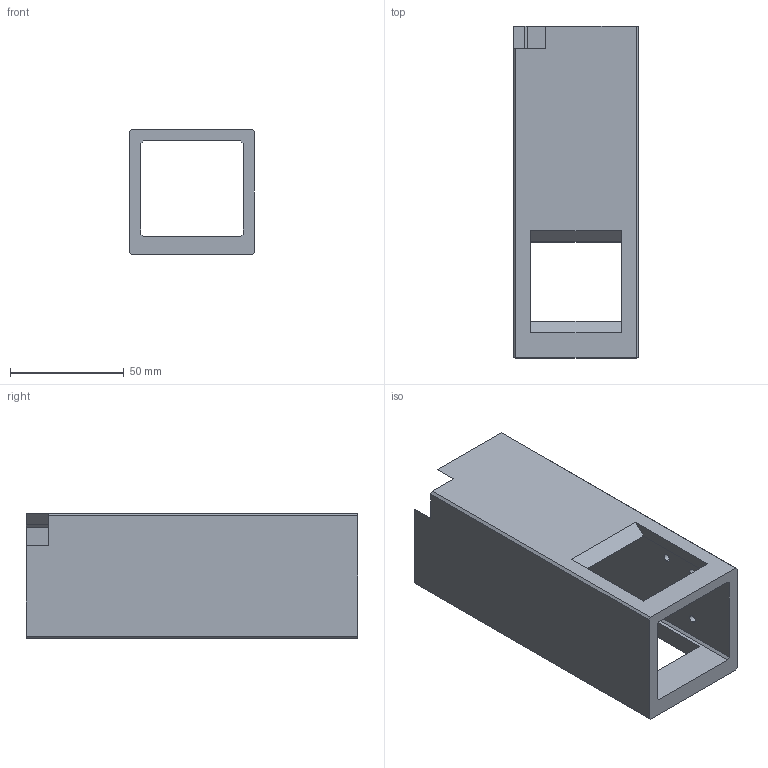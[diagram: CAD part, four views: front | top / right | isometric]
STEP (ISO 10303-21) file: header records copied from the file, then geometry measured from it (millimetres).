
FILE_DESCRIPTION (( 'STEP AP214' ), '1' );
FILE_NAME ('feeder tube.STEP', '2025-03-17T09:58:32', ( '' ), ( '' ), 'SwSTEP 2.0', 'SolidWorks 2024', '' );
FILE_SCHEMA (( 'AUTOMOTIVE_DESIGN' ));
Length unit declared in the file: millimetre
Products named in the file (1): feeder tube
Bounding box: 55 x 146 x 55 mm (x, y, z)
Volume: 128346.8 mm3; surface area: 52868 mm2
Topology: 1 solids, 1 shells, 76 faces, 208 edges, 134 vertices
Faces by surface type: plane 48, cylinder 20, cone 8
Entity records: 2419 total; most frequent: CARTESIAN_POINT 415, ORIENTED_EDGE 408, DIRECTION 402, EDGE_CURVE 204, VECTOR 160, LINE 160, VERTEX_POINT 134, AXIS2_PLACEMENT_3D 121
